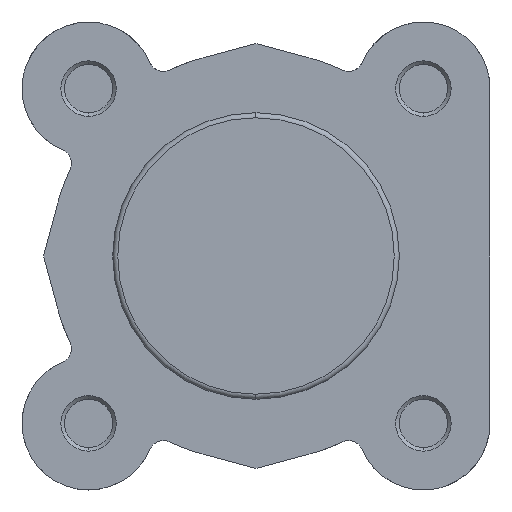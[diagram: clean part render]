
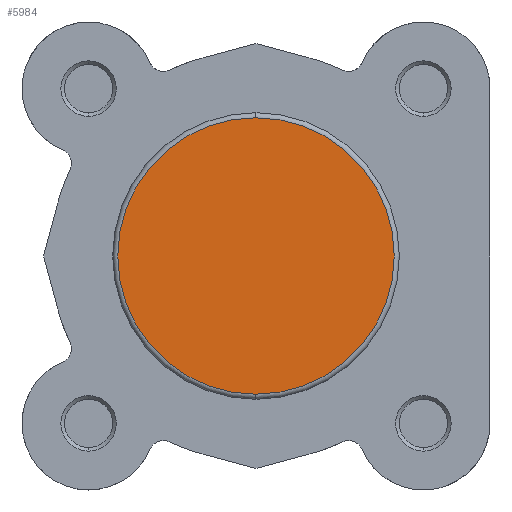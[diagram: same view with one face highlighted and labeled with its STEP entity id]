
A CAD part, left-side view. The second image highlights one B-rep face of the part: STEP entity #5984.
In plain terms, the highlighted planar face has unit normal (-1, 0, 0).
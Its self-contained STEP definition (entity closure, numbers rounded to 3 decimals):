
#380 = EDGE_CURVE ( 'NONE', #6248, #6258, #488, .T. ) ;
#488 = CIRCLE ( 'NONE', #1352, 19.2 ) ;
#918 = ORIENTED_EDGE ( 'NONE', *, *, #380, .T. ) ;
#927 = ORIENTED_EDGE ( 'NONE', *, *, #1322, .T. ) ;
#1322 = EDGE_CURVE ( 'NONE', #6258, #6248, #2860, .T. ) ;
#1352 = AXIS2_PLACEMENT_3D ( 'NONE', #6605, #6415, #6582 ) ;
#1538 = AXIS2_PLACEMENT_3D ( 'NONE', #3559, #3567, #3568 ) ;
#1778 = AXIS2_PLACEMENT_3D ( 'NONE', #5080, #5083, #5084 ) ;
#2219 = EDGE_LOOP ( 'NONE', ( #918, #927 ) ) ;
#2860 = CIRCLE ( 'NONE', #1538, 19.2 ) ;
#3559 = CARTESIAN_POINT ( 'NONE',  ( 0., 0., 0. ) ) ;
#3567 = DIRECTION ( 'NONE',  ( -1., 0., 0. ) ) ;
#3568 = DIRECTION ( 'NONE',  ( 0., 0., -1. ) ) ;
#4567 = FACE_OUTER_BOUND ( 'NONE', #2219, .T. ) ;
#5080 = CARTESIAN_POINT ( 'NONE',  ( 0., 12.5, 0. ) ) ;
#5081 = PLANE ( 'NONE',  #1778 ) ;
#5083 = DIRECTION ( 'NONE',  ( 1., 0., 0. ) ) ;
#5084 = DIRECTION ( 'NONE',  ( 0., 0., -1. ) ) ;
#5570 = CARTESIAN_POINT ( 'NONE',  ( 0., 0., -19.2 ) ) ;
#5580 = CARTESIAN_POINT ( 'NONE',  ( 0., 0., 19.2 ) ) ;
#5984 = ADVANCED_FACE ( 'NONE', ( #4567 ), #5081, .F. ) ;
#6248 = VERTEX_POINT ( 'NONE', #5570 ) ;
#6258 = VERTEX_POINT ( 'NONE', #5580 ) ;
#6415 = DIRECTION ( 'NONE',  ( -1., 0., 0. ) ) ;
#6582 = DIRECTION ( 'NONE',  ( 0., 0., -1. ) ) ;
#6605 = CARTESIAN_POINT ( 'NONE',  ( 0., 0., 0. ) ) ;
